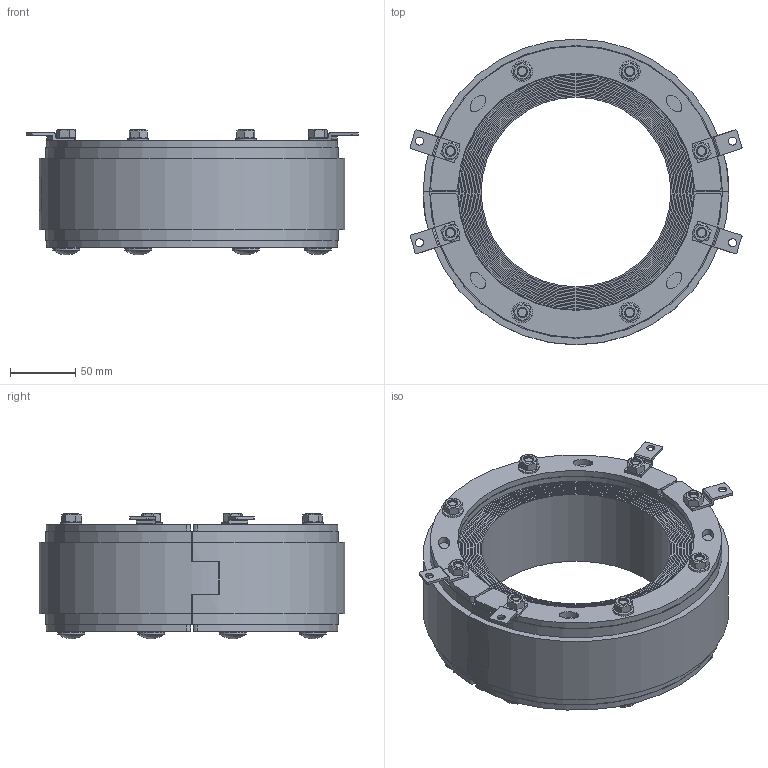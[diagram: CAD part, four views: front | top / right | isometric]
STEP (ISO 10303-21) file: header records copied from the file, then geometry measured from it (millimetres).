
FILE_DESCRIPTION(/* description */ ('RUBBER PROFILE'),/* implementation_level */ '2;1');
FILE_NAME(/* name */ 'RS_235_UG_WOC.stp',/* time_stamp */ '2018-06-26T14:13:23+02:00',/* author */ ('se-tontor'),/* organization */ (''),/* preprocessor_version */ 'ST-DEVELOPER v16.1',/* originating_system */ 'Autodesk Inventor 2016',/* authorisation */ '');
FILE_SCHEMA (('AUTOMOTIVE_DESIGN { 1 0 10303 214 3 1 1 }'));
Length unit declared in the file: millimetre
Products named in the file (11): 100-092019; 100-087460; 100-092018; 100-092016; 100-001221; 100-003448; 100-001228; 100-002310; 100-051209-01; 100-114213-225; 100-117737
Assembly tree (42 placements, depth 3):
  100-117737
    100-092018  x2
      100-092019
      100-087460
    100-092016  x4
    100-001221  x8
    100-003448  x8
    100-001228  x8
    100-002310  x4
    100-051209-01  x4
    100-114213-225  x2
Bounding box: 255.19 x 235 x 96.57 mm (x, y, z)
Volume: 1933255.4 mm3; surface area: 1393500.5 mm2
Topology: 72 solids, 72 shells, 1790 faces, 4504 edges, 2976 vertices
Faces by surface type: plane 1092, bspline 370, cylinder 248, cone 72, sphere 8
Full cylindrical faces by diameter (mm): 6.2 x4, 6.647 x8, 7.5 x8, 8 x8, 8.2 x4, 8.4 x4, 16 x4, 20.65 x8, 20.7 x8
Entity records: 23260 total; most frequent: CARTESIAN_POINT 6367, ORIENTED_EDGE 3656, DIRECTION 2814, EDGE_CURVE 1828, LINE 1264, VECTOR 1264, VERTEX_POINT 1224, EDGE_LOOP 828
